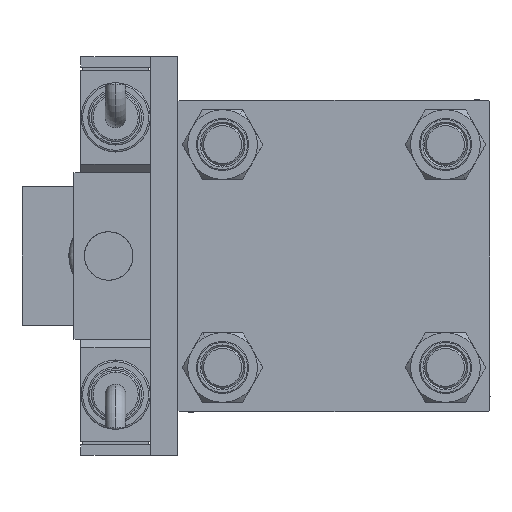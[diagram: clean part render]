
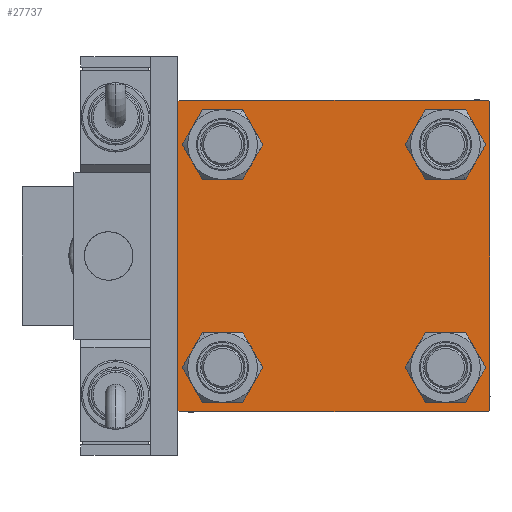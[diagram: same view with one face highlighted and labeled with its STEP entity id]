
A CAD part, left-side view. The second image highlights one B-rep face of the part: STEP entity #27737.
In plain terms, the highlighted planar face has unit normal (-1, 0, 0).
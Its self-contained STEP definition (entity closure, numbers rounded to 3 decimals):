
#461 = CARTESIAN_POINT ( 'NONE',  ( 0., -32.15, -32.15 ) ) ;
#595 = DIRECTION ( 'NONE',  ( 1., 0., 0. ) ) ;
#755 = VERTEX_POINT ( 'NONE', #52775 ) ;
#824 = EDGE_LOOP ( 'NONE', ( #24933, #27916 ) ) ;
#1082 = CARTESIAN_POINT ( 'NONE',  ( 0., 32.15, 25.65 ) ) ;
#2266 = DIRECTION ( 'NONE',  ( 0., 0., 1. ) ) ;
#2860 = ORIENTED_EDGE ( 'NONE', *, *, #49333, .T. ) ;
#3516 = EDGE_CURVE ( 'NONE', #24648, #10356, #50655, .T. ) ;
#3552 = VECTOR ( 'NONE', #24940, 1000. ) ;
#3554 = DIRECTION ( 'NONE',  ( 0., -0.707, 0.707 ) ) ;
#3629 = VERTEX_POINT ( 'NONE', #14155 ) ;
#3648 = CARTESIAN_POINT ( 'NONE',  ( 0., -32.15, 32.15 ) ) ;
#3938 = ORIENTED_EDGE ( 'NONE', *, *, #20269, .T. ) ;
#4774 = DIRECTION ( 'NONE',  ( 1., 0., 0. ) ) ;
#5764 = AXIS2_PLACEMENT_3D ( 'NONE', #30330, #595, #21845 ) ;
#6259 = EDGE_CURVE ( 'NONE', #45155, #20118, #30043, .T. ) ;
#6298 = VECTOR ( 'NONE', #52787, 1000. ) ;
#7248 = CARTESIAN_POINT ( 'NONE',  ( 0., -44.75, -44.75 ) ) ;
#7389 = CIRCLE ( 'NONE', #33591, 6.5 ) ;
#7397 = DIRECTION ( 'NONE',  ( 1., 0., 0. ) ) ;
#7466 = CARTESIAN_POINT ( 'NONE',  ( 0., 44.5, -45. ) ) ;
#7478 = VECTOR ( 'NONE', #3554, 1000. ) ;
#8563 = DIRECTION ( 'NONE',  ( 0., 0., -1. ) ) ;
#8973 = DIRECTION ( 'NONE',  ( 0., 0., 1. ) ) ;
#8984 = EDGE_CURVE ( 'NONE', #32910, #12347, #10905, .T. ) ;
#9389 = ORIENTED_EDGE ( 'NONE', *, *, #13247, .T. ) ;
#9734 = ORIENTED_EDGE ( 'NONE', *, *, #8984, .T. ) ;
#9939 = AXIS2_PLACEMENT_3D ( 'NONE', #29700, #4774, #37905 ) ;
#10356 = VERTEX_POINT ( 'NONE', #49419 ) ;
#10905 = CIRCLE ( 'NONE', #23555, 6.5 ) ;
#11146 = EDGE_CURVE ( 'NONE', #3629, #755, #20034, .T. ) ;
#11483 = LINE ( 'NONE', #7248, #7478 ) ;
#11699 = LINE ( 'NONE', #38289, #38483 ) ;
#11988 = EDGE_LOOP ( 'NONE', ( #15041, #34314 ) ) ;
#12347 = VERTEX_POINT ( 'NONE', #30942 ) ;
#12749 = EDGE_CURVE ( 'NONE', #755, #3629, #7389, .T. ) ;
#13189 = ORIENTED_EDGE ( 'NONE', *, *, #37438, .F. ) ;
#13247 = EDGE_CURVE ( 'NONE', #24648, #44717, #18844, .T. ) ;
#14155 = CARTESIAN_POINT ( 'NONE',  ( 0., 32.15, -25.65 ) ) ;
#14877 = CARTESIAN_POINT ( 'NONE',  ( 0., -44.75, 44.75 ) ) ;
#14975 = VERTEX_POINT ( 'NONE', #49589 ) ;
#15041 = ORIENTED_EDGE ( 'NONE', *, *, #37876, .T. ) ;
#15267 = DIRECTION ( 'NONE',  ( 0., 0., 1. ) ) ;
#16397 = DIRECTION ( 'NONE',  ( 1., 0., 0. ) ) ;
#16804 = DIRECTION ( 'NONE',  ( 0., -1., 0. ) ) ;
#16821 = FACE_BOUND ( 'NONE', #17767, .T. ) ;
#16906 = EDGE_CURVE ( 'NONE', #19921, #28731, #37891, .T. ) ;
#17280 = VECTOR ( 'NONE', #45837, 1000. ) ;
#17377 = CARTESIAN_POINT ( 'NONE',  ( 0., -32.15, -25.65 ) ) ;
#17767 = EDGE_LOOP ( 'NONE', ( #30012, #40446 ) ) ;
#17780 = EDGE_CURVE ( 'NONE', #39961, #18169, #52353, .T. ) ;
#18169 = VERTEX_POINT ( 'NONE', #27330 ) ;
#18280 = EDGE_CURVE ( 'NONE', #18169, #39961, #28843, .T. ) ;
#18655 = CARTESIAN_POINT ( 'NONE',  ( 0., -44.5, 45. ) ) ;
#18679 = ORIENTED_EDGE ( 'NONE', *, *, #52856, .T. ) ;
#18844 = LINE ( 'NONE', #14877, #22923 ) ;
#19002 = CARTESIAN_POINT ( 'NONE',  ( 0., -45., 44.5 ) ) ;
#19921 = VERTEX_POINT ( 'NONE', #31449 ) ;
#20034 = CIRCLE ( 'NONE', #37191, 6.5 ) ;
#20118 = VERTEX_POINT ( 'NONE', #24365 ) ;
#20269 = EDGE_CURVE ( 'NONE', #31082, #45155, #52505, .T. ) ;
#20450 = CARTESIAN_POINT ( 'NONE',  ( 0., 32.15, -32.15 ) ) ;
#20777 = FACE_BOUND ( 'NONE', #43332, .T. ) ;
#21095 = VERTEX_POINT ( 'NONE', #7466 ) ;
#21267 = CARTESIAN_POINT ( 'NONE',  ( 0., -45., 45. ) ) ;
#21845 = DIRECTION ( 'NONE',  ( 0., 0., 1. ) ) ;
#21888 = FACE_BOUND ( 'NONE', #11988, .T. ) ;
#22923 = VECTOR ( 'NONE', #40602, 1000. ) ;
#23268 = EDGE_LOOP ( 'NONE', ( #45701, #39099, #18679, #36042, #40002, #9389, #13189, #3938 ) ) ;
#23418 = DIRECTION ( 'NONE',  ( 0., 0., 1. ) ) ;
#23555 = AXIS2_PLACEMENT_3D ( 'NONE', #36435, #36985, #23418 ) ;
#23782 = CARTESIAN_POINT ( 'NONE',  ( 0., 32.15, -32.15 ) ) ;
#24324 = AXIS2_PLACEMENT_3D ( 'NONE', #461, #26498, #8973 ) ;
#24365 = CARTESIAN_POINT ( 'NONE',  ( 0., 45., -44.5 ) ) ;
#24648 = VERTEX_POINT ( 'NONE', #19002 ) ;
#24933 = ORIENTED_EDGE ( 'NONE', *, *, #17780, .T. ) ;
#24940 = DIRECTION ( 'NONE',  ( 0., 0., -1. ) ) ;
#25588 = FACE_BOUND ( 'NONE', #824, .T. ) ;
#26498 = DIRECTION ( 'NONE',  ( 1., 0., 0. ) ) ;
#27330 = CARTESIAN_POINT ( 'NONE',  ( 0., -32.15, -38.65 ) ) ;
#27379 = AXIS2_PLACEMENT_3D ( 'NONE', #47048, #29255, #51573 ) ;
#27737 = ADVANCED_FACE ( 'NONE', ( #21888, #25588, #16821, #20777, #51017 ), #34347, .T. ) ;
#27916 = ORIENTED_EDGE ( 'NONE', *, *, #18280, .T. ) ;
#28579 = DIRECTION ( 'NONE',  ( 1., 0., 0. ) ) ;
#28609 = CARTESIAN_POINT ( 'NONE',  ( 0., 44.75, -44.75 ) ) ;
#28731 = VERTEX_POINT ( 'NONE', #44618 ) ;
#28843 = CIRCLE ( 'NONE', #24324, 6.5 ) ;
#29255 = DIRECTION ( 'NONE',  ( -1., 0., 0. ) ) ;
#29700 = CARTESIAN_POINT ( 'NONE',  ( 0., -32.15, -32.15 ) ) ;
#30012 = ORIENTED_EDGE ( 'NONE', *, *, #11146, .T. ) ;
#30043 = LINE ( 'NONE', #34847, #39633 ) ;
#30330 = CARTESIAN_POINT ( 'NONE',  ( 0., 32.15, 32.15 ) ) ;
#30942 = CARTESIAN_POINT ( 'NONE',  ( 0., 32.15, 38.65 ) ) ;
#31082 = VERTEX_POINT ( 'NONE', #48351 ) ;
#31449 = CARTESIAN_POINT ( 'NONE',  ( 0., -32.15, 25.65 ) ) ;
#32860 = DIRECTION ( 'NONE',  ( 0., 0., 1. ) ) ;
#32910 = VERTEX_POINT ( 'NONE', #1082 ) ;
#33591 = AXIS2_PLACEMENT_3D ( 'NONE', #23782, #28579, #2266 ) ;
#34314 = ORIENTED_EDGE ( 'NONE', *, *, #16906, .T. ) ;
#34347 = PLANE ( 'NONE',  #27379 ) ;
#34847 = CARTESIAN_POINT ( 'NONE',  ( 0., 45., 45. ) ) ;
#35554 = CARTESIAN_POINT ( 'NONE',  ( 0., 45., 44.5 ) ) ;
#35621 = VECTOR ( 'NONE', #47814, 1000. ) ;
#36042 = ORIENTED_EDGE ( 'NONE', *, *, #46076, .T. ) ;
#36435 = CARTESIAN_POINT ( 'NONE',  ( 0., 32.15, 32.15 ) ) ;
#36985 = DIRECTION ( 'NONE',  ( 1., 0., 0. ) ) ;
#37191 = AXIS2_PLACEMENT_3D ( 'NONE', #20450, #37693, #45877 ) ;
#37438 = EDGE_CURVE ( 'NONE', #31082, #44717, #11699, .T. ) ;
#37693 = DIRECTION ( 'NONE',  ( 1., 0., 0. ) ) ;
#37876 = EDGE_CURVE ( 'NONE', #28731, #19921, #41205, .T. ) ;
#37891 = CIRCLE ( 'NONE', #45092, 6.5 ) ;
#37905 = DIRECTION ( 'NONE',  ( 0., 0., 1. ) ) ;
#38289 = CARTESIAN_POINT ( 'NONE',  ( 0., 45., 45. ) ) ;
#38483 = VECTOR ( 'NONE', #16804, 1000. ) ;
#39099 = ORIENTED_EDGE ( 'NONE', *, *, #42390, .T. ) ;
#39633 = VECTOR ( 'NONE', #8563, 1000. ) ;
#39961 = VERTEX_POINT ( 'NONE', #17377 ) ;
#40002 = ORIENTED_EDGE ( 'NONE', *, *, #3516, .F. ) ;
#40446 = ORIENTED_EDGE ( 'NONE', *, *, #12749, .T. ) ;
#40602 = DIRECTION ( 'NONE',  ( 0., 0.707, 0.707 ) ) ;
#41205 = CIRCLE ( 'NONE', #52910, 6.5 ) ;
#42390 = EDGE_CURVE ( 'NONE', #20118, #21095, #46117, .T. ) ;
#43332 = EDGE_LOOP ( 'NONE', ( #2860, #9734 ) ) ;
#43583 = CARTESIAN_POINT ( 'NONE',  ( 0., 45., -45. ) ) ;
#44609 = CIRCLE ( 'NONE', #5764, 6.5 ) ;
#44618 = CARTESIAN_POINT ( 'NONE',  ( 0., -32.15, 38.65 ) ) ;
#44717 = VERTEX_POINT ( 'NONE', #18655 ) ;
#44859 = CARTESIAN_POINT ( 'NONE',  ( 0., 44.75, 44.75 ) ) ;
#45092 = AXIS2_PLACEMENT_3D ( 'NONE', #3648, #16397, #15267 ) ;
#45155 = VERTEX_POINT ( 'NONE', #35554 ) ;
#45701 = ORIENTED_EDGE ( 'NONE', *, *, #6259, .T. ) ;
#45837 = DIRECTION ( 'NONE',  ( 0., -0.707, -0.707 ) ) ;
#45877 = DIRECTION ( 'NONE',  ( 0., 0., 1. ) ) ;
#46076 = EDGE_CURVE ( 'NONE', #14975, #10356, #11483, .T. ) ;
#46117 = LINE ( 'NONE', #28609, #17280 ) ;
#46124 = CARTESIAN_POINT ( 'NONE',  ( 0., -32.15, 32.15 ) ) ;
#47048 = CARTESIAN_POINT ( 'NONE',  ( 0., 0., 0. ) ) ;
#47814 = DIRECTION ( 'NONE',  ( 0., -1., 0. ) ) ;
#48351 = CARTESIAN_POINT ( 'NONE',  ( 0., 44.5, 45. ) ) ;
#49333 = EDGE_CURVE ( 'NONE', #12347, #32910, #44609, .T. ) ;
#49419 = CARTESIAN_POINT ( 'NONE',  ( 0., -45., -44.5 ) ) ;
#49589 = CARTESIAN_POINT ( 'NONE',  ( 0., -44.5, -45. ) ) ;
#50655 = LINE ( 'NONE', #21267, #3552 ) ;
#51017 = FACE_OUTER_BOUND ( 'NONE', #23268, .T. ) ;
#51573 = DIRECTION ( 'NONE',  ( 0., 0., 1. ) ) ;
#52353 = CIRCLE ( 'NONE', #9939, 6.5 ) ;
#52505 = LINE ( 'NONE', #44859, #6298 ) ;
#52775 = CARTESIAN_POINT ( 'NONE',  ( 0., 32.15, -38.65 ) ) ;
#52787 = DIRECTION ( 'NONE',  ( 0., 0.707, -0.707 ) ) ;
#52856 = EDGE_CURVE ( 'NONE', #21095, #14975, #55747, .T. ) ;
#52910 = AXIS2_PLACEMENT_3D ( 'NONE', #46124, #7397, #32860 ) ;
#55747 = LINE ( 'NONE', #43583, #35621 ) ;
